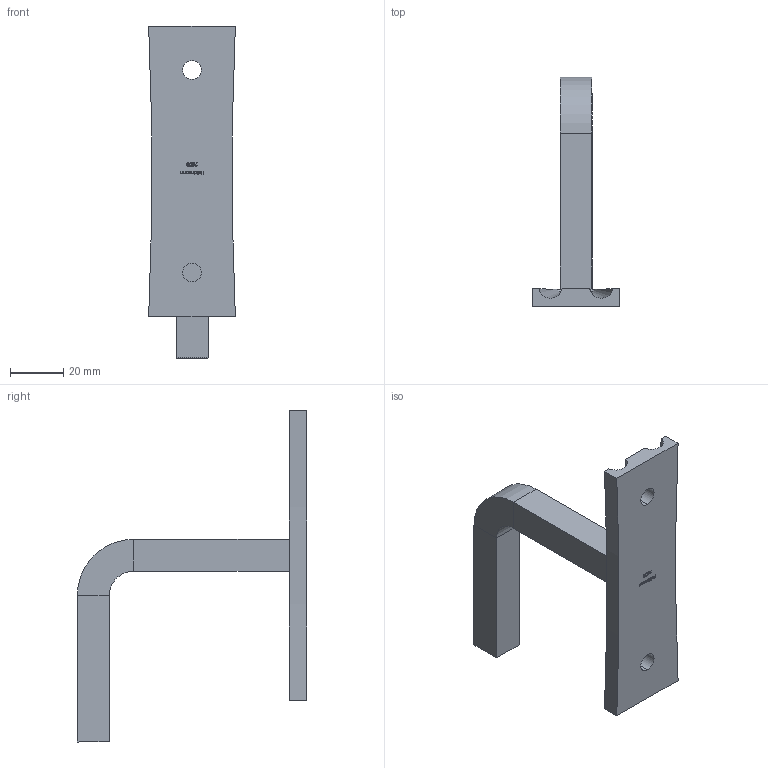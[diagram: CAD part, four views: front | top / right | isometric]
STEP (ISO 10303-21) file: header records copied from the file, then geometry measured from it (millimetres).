
FILE_DESCRIPTION (( 'STEP AP203' ), '1' );
FILE_NAME ('2500.step', '2015-09-17T14:55:38', ( '' ), ( '' ), 'SwSTEP 2.0', 'SolidWorks 2015', '' );
FILE_SCHEMA (( 'CONFIG_CONTROL_DESIGN' ));
Length unit declared in the file: millimetre
Products named in the file (1): 2500
Bounding box: 32.5 x 86 x 124.5 mm (x, y, z)
Volume: 39002.3 mm3; surface area: 15602.2 mm2
Topology: 1 solids, 1 shells, 194 faces, 514 edges, 340 vertices
Faces by surface type: plane 98, bspline 80, cylinder 8, cone 4, torus 4
Entity records: 10675 total; most frequent: CARTESIAN_POINT 6341, ORIENTED_EDGE 1028, DIRECTION 588, EDGE_CURVE 514, VERTEX_POINT 340, LINE 318, VECTOR 318, EDGE_LOOP 216
